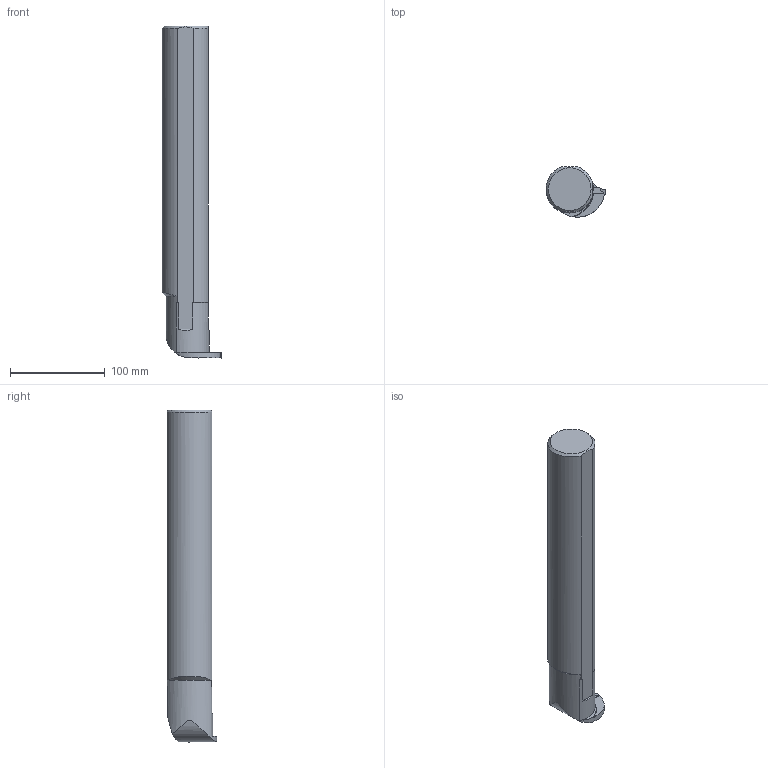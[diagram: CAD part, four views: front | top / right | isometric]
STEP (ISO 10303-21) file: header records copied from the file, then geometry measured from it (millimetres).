
FILE_DESCRIPTION(/* description */ (''),/* implementation_level */ '2;1');
FILE_NAME(/* name */ '1553662246548.stp',/* time_stamp */ '2019-03-27T10:21:26+06:00',/* author */ (''),/* organization */ ('SMS'),/* preprocessor_version */ 'ST-DEVELOPER v15',/* originating_system */ 'SIEMENS PLM Software NX 8.5',/* authorisation */ '');
FILE_SCHEMA (('AUTOMOTIVE_DESIGN { 1 0 10303 214 3 1 1 1 }'));
Length unit declared in the file: millimetre
Products named in the file (4): ASSEMBLY_CONSTRUCTION; 201539474mod000_00; 201694985mod000_00; 201694984mod000_00
Assembly tree (3 placements, depth 2):
  201694984mod000_00
    201694985mod000_00
    201539474mod000_00
    ASSEMBLY_CONSTRUCTION
Bounding box: 63.25 x 52.5 x 350.02 mm (x, y, z)
Volume: 650143.4 mm3; surface area: 58431.8 mm2
Topology: 2 solids, 2 shells, 75 faces, 214 edges, 149 vertices
Faces by surface type: plane 40, cylinder 15, bspline 8, cone 6, extrusion 4, torus 2
Entity records: 2848 total; most frequent: CARTESIAN_POINT 825, ORIENTED_EDGE 422, DIRECTION 352, EDGE_CURVE 211, VERTEX_POINT 141, AXIS2_PLACEMENT_3D 122, VECTOR 108, LINE 104
